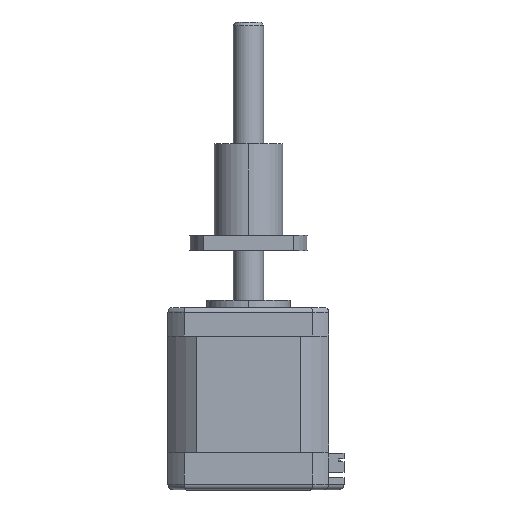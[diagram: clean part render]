
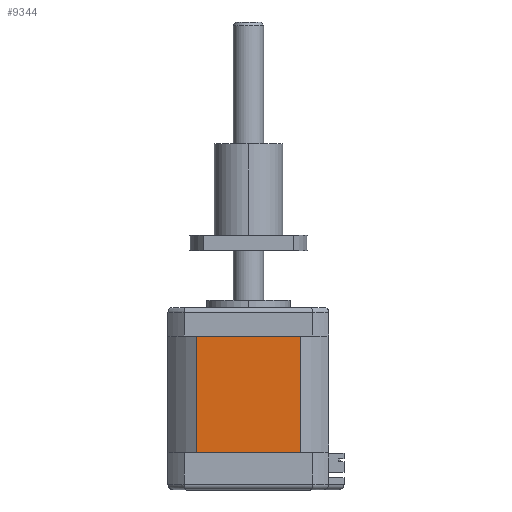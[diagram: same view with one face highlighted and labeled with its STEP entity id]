
A CAD part, top view. The second image highlights one B-rep face of the part: STEP entity #9344.
In plain terms, the highlighted planar face has unit normal (0, 0, 1).
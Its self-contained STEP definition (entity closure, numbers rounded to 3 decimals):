
#1159 = ORIENTED_EDGE ( 'NONE', *, *, #1235, .T. ) ;
#1235 = EDGE_CURVE ( 'NONE', #1546, #2994, #5494, .T. ) ;
#1256 = DIRECTION ( 'NONE',  ( 0., 0., -1. ) ) ;
#1546 = VERTEX_POINT ( 'NONE', #9840 ) ;
#1686 = LINE ( 'NONE', #8670, #2822 ) ;
#2497 = EDGE_CURVE ( 'NONE', #5717, #6016, #1686, .T. ) ;
#2619 = EDGE_CURVE ( 'NONE', #6016, #2994, #8638, .T. ) ;
#2822 = VECTOR ( 'NONE', #8571, 1000. ) ;
#2994 = VERTEX_POINT ( 'NONE', #3606 ) ;
#3606 = CARTESIAN_POINT ( 'NONE',  ( -18.303, 14.443, 37.738 ) ) ;
#4091 = VECTOR ( 'NONE', #10362, 1000. ) ;
#5218 = VECTOR ( 'NONE', #9302, 1000. ) ;
#5494 = LINE ( 'NONE', #8456, #5218 ) ;
#5652 = AXIS2_PLACEMENT_3D ( 'NONE', #10051, #1256, #10125 ) ;
#5717 = VERTEX_POINT ( 'NONE', #5875 ) ;
#5875 = CARTESIAN_POINT ( 'NONE',  ( 8.885, -16.057, 37.738 ) ) ;
#6016 = VERTEX_POINT ( 'NONE', #10386 ) ;
#6554 = VECTOR ( 'NONE', #6565, 1000. ) ;
#6565 = DIRECTION ( 'NONE',  ( 0., 1., 0. ) ) ;
#6773 = ORIENTED_EDGE ( 'NONE', *, *, #2497, .F. ) ;
#7441 = ORIENTED_EDGE ( 'NONE', *, *, #2619, .F. ) ;
#8456 = CARTESIAN_POINT ( 'NONE',  ( 8.885, 14.443, 37.738 ) ) ;
#8530 = PLANE ( 'NONE',  #5652 ) ;
#8571 = DIRECTION ( 'NONE',  ( -1., 0., 0. ) ) ;
#8638 = LINE ( 'NONE', #8767, #4091 ) ;
#8670 = CARTESIAN_POINT ( 'NONE',  ( 8.885, -16.057, 37.738 ) ) ;
#8699 = EDGE_CURVE ( 'NONE', #5717, #1546, #9222, .T. ) ;
#8767 = CARTESIAN_POINT ( 'NONE',  ( -18.303, -16.057, 37.738 ) ) ;
#8944 = FACE_OUTER_BOUND ( 'NONE', #9963, .T. ) ;
#9222 = LINE ( 'NONE', #10457, #6554 ) ;
#9302 = DIRECTION ( 'NONE',  ( -1., 0., 0. ) ) ;
#9305 = ORIENTED_EDGE ( 'NONE', *, *, #8699, .T. ) ;
#9344 = ADVANCED_FACE ( 'NONE', ( #8944 ), #8530, .F. ) ;
#9840 = CARTESIAN_POINT ( 'NONE',  ( 8.885, 14.443, 37.738 ) ) ;
#9963 = EDGE_LOOP ( 'NONE', ( #1159, #7441, #6773, #9305 ) ) ;
#10051 = CARTESIAN_POINT ( 'NONE',  ( 8.885, -16.057, 37.738 ) ) ;
#10125 = DIRECTION ( 'NONE',  ( 1., 0., 0. ) ) ;
#10362 = DIRECTION ( 'NONE',  ( 0., 1., 0. ) ) ;
#10386 = CARTESIAN_POINT ( 'NONE',  ( -18.303, -16.057, 37.738 ) ) ;
#10457 = CARTESIAN_POINT ( 'NONE',  ( 8.885, -16.057, 37.738 ) ) ;
